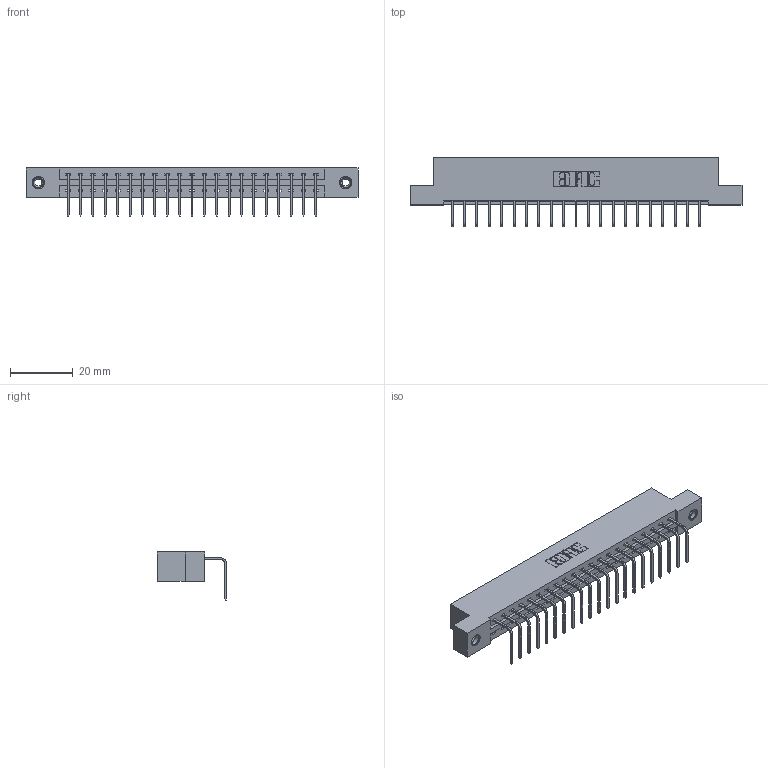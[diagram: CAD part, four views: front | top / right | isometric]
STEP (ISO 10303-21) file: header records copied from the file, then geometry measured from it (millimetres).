
FILE_DESCRIPTION (( 'STEP AP203' ), '1' );
FILE_NAME ('387-021-558-108.STEP', '2018-09-14T02:34:57', ( '' ), ( '' ), 'SwSTEP 2.0', 'SolidWorks 2016', '' );
FILE_SCHEMA (( 'CONFIG_CONTROL_DESIGN' ));
Length unit declared in the file: inch
Products named in the file (4): 337 Part_Flush Mounting Lugs - 0.156 Dia-TI; 345-292-001_558 Tail - 2; 345-250-001_345-250-003-102; 387-021-558-108
Assembly tree (24 placements, depth 2):
  387-021-558-108
    337 Part_Flush Mounting Lugs - 0.156 Dia-TI
    345-292-001_558 Tail - 2  x21
    345-250-001_345-250-003-102  x2
Bounding box: 106.22 x 22.17 x 15.37 mm (x, y, z)
Volume: 10840.7 mm3; surface area: 11545.3 mm2
Topology: 24 solids, 24 shells, 1518 faces, 4521 edges, 2978 vertices
Faces by surface type: plane 1110, cylinder 392, cone 12, torus 4
Entity records: 19596 total; most frequent: CARTESIAN_POINT 3392, ORIENTED_EDGE 3342, DIRECTION 2931, EDGE_CURVE 1671, LINE 1523, VECTOR 1523, VERTEX_POINT 1108, AXIS2_PLACEMENT_3D 704
